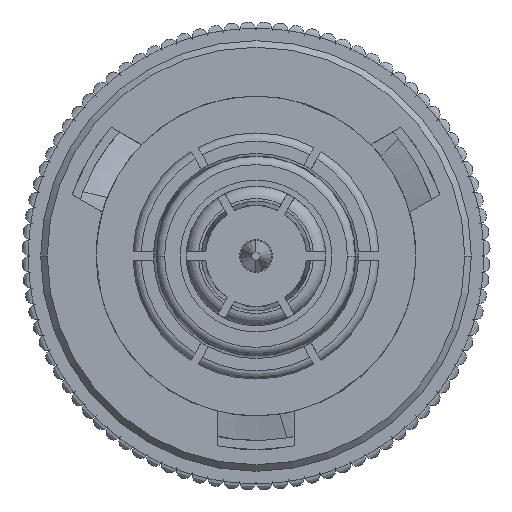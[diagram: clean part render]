
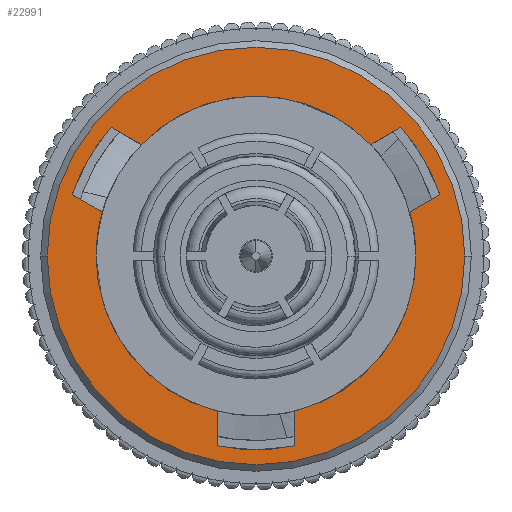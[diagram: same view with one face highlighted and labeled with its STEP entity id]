
A CAD part, left-side view. The second image highlights one B-rep face of the part: STEP entity #22991.
In plain terms, the highlighted face is planar.
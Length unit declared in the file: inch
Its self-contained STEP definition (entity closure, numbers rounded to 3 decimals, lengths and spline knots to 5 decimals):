
#464 = CIRCLE ( 'NONE', #23808, 0.23622 ) ;
#477 = EDGE_CURVE ( 'NONE', #17617, #11837, #7137, .T. ) ;
#511 = CIRCLE ( 'NONE', #18683, 0.195 ) ;
#590 = DIRECTION ( 'NONE',  ( -1., 0., 0. ) ) ;
#1083 = CARTESIAN_POINT ( 'NONE',  ( 0., -0.15683, 0.17664 ) ) ;
#1197 = CARTESIAN_POINT ( 'NONE',  ( 0., 0., 0. ) ) ;
#1211 = AXIS2_PLACEMENT_3D ( 'NONE', #1197, #16962, #7036 ) ;
#1455 = CARTESIAN_POINT ( 'NONE',  ( 0., 0., 0.195 ) ) ;
#1604 = ORIENTED_EDGE ( 'NONE', *, *, #3866, .F. ) ;
#1902 = DIRECTION ( 'NONE',  ( -1., 0., 0. ) ) ;
#2270 = DIRECTION ( 'NONE',  ( 0., 0., 1. ) ) ;
#2507 = FACE_OUTER_BOUND ( 'NONE', #16246, .T. ) ;
#2764 = DIRECTION ( 'NONE',  ( 0., 0., 1. ) ) ;
#2856 = DIRECTION ( 'NONE',  ( 0., 0.5, 0.866 ) ) ;
#2920 = DIRECTION ( 'NONE',  ( 0., 0., 1. ) ) ;
#3201 = DIRECTION ( 'NONE',  ( 0., 0., 1. ) ) ;
#3272 = CARTESIAN_POINT ( 'NONE',  ( 0., -0.15683, -0.17664 ) ) ;
#3576 = EDGE_CURVE ( 'NONE', #20743, #13653, #14182, .T. ) ;
#3586 = CARTESIAN_POINT ( 'NONE',  ( 0., -0.15683, 0.17664 ) ) ;
#3656 = VECTOR ( 'NONE', #2856, 39.37008 ) ;
#3866 = EDGE_CURVE ( 'NONE', #13047, #26090, #5987, .T. ) ;
#4800 = PLANE ( 'NONE',  #21597 ) ;
#4877 = EDGE_LOOP ( 'NONE', ( #23042, #14233, #25560, #5320, #19868, #17674, #17504, #26074, #23167, #10535, #10507, #20931, #1604, #19157 ) ) ;
#4991 = AXIS2_PLACEMENT_3D ( 'NONE', #23517, #23642, #15251 ) ;
#5320 = ORIENTED_EDGE ( 'NONE', *, *, #10135, .F. ) ;
#5381 = VECTOR ( 'NONE', #5949, 39.37008 ) ;
#5763 = DIRECTION ( 'NONE',  ( 1., 0., 0. ) ) ;
#5949 = DIRECTION ( 'NONE',  ( 0., 1., 0. ) ) ;
#5987 = CIRCLE ( 'NONE', #1211, 0.23622 ) ;
#6254 = VECTOR ( 'NONE', #20591, 39.37008 ) ;
#6553 = EDGE_CURVE ( 'NONE', #18874, #25606, #22127, .T. ) ;
#6725 = ORIENTED_EDGE ( 'NONE', *, *, #477, .F. ) ;
#6952 = CARTESIAN_POINT ( 'NONE',  ( 0., -0.05343, -0.18754 ) ) ;
#7036 = DIRECTION ( 'NONE',  ( 0., 0., 1. ) ) ;
#7137 = CIRCLE ( 'NONE', #26661, 0.2545 ) ;
#7175 = VERTEX_POINT ( 'NONE', #1455 ) ;
#7282 = CARTESIAN_POINT ( 'NONE',  ( 0., 0., 0. ) ) ;
#7644 = EDGE_CURVE ( 'NONE', #15316, #24006, #511, .T. ) ;
#7691 = DIRECTION ( 'NONE',  ( -1., 0., 0. ) ) ;
#7700 = CARTESIAN_POINT ( 'NONE',  ( 0., 0., -0.2545 ) ) ;
#7789 = CIRCLE ( 'NONE', #26428, 0.195 ) ;
#7854 = CARTESIAN_POINT ( 'NONE',  ( 0., 0.2314, 0.0475 ) ) ;
#8175 = DIRECTION ( 'NONE',  ( 0., 0.5, -0.866 ) ) ;
#8930 = CARTESIAN_POINT ( 'NONE',  ( 0., -0.05343, 0.18754 ) ) ;
#9224 = DIRECTION ( 'NONE',  ( 0., -0.5, -0.866 ) ) ;
#9317 = CARTESIAN_POINT ( 'NONE',  ( 0., 0.2314, -0.0475 ) ) ;
#9476 = CIRCLE ( 'NONE', #15517, 0.195 ) ;
#9622 = DIRECTION ( 'NONE',  ( -1., 0., 0. ) ) ;
#10135 = EDGE_CURVE ( 'NONE', #24900, #20706, #464, .T. ) ;
#10498 = DIRECTION ( 'NONE',  ( 0., 0., 1. ) ) ;
#10507 = ORIENTED_EDGE ( 'NONE', *, *, #20186, .T. ) ;
#10535 = ORIENTED_EDGE ( 'NONE', *, *, #25115, .T. ) ;
#11013 = FACE_BOUND ( 'NONE', #4877, .T. ) ;
#11107 = CARTESIAN_POINT ( 'NONE',  ( 0., 0., -0.195 ) ) ;
#11119 = LINE ( 'NONE', #3272, #19073 ) ;
#11837 = VERTEX_POINT ( 'NONE', #7700 ) ;
#12077 = CARTESIAN_POINT ( 'NONE',  ( 0., 0., 0.2545 ) ) ;
#12187 = LINE ( 'NONE', #24643, #6254 ) ;
#12396 = DIRECTION ( 'NONE',  ( 1., 0., 0. ) ) ;
#13047 = VERTEX_POINT ( 'NONE', #9317 ) ;
#13054 = DIRECTION ( 'NONE',  ( -1., 0., 0. ) ) ;
#13303 = CARTESIAN_POINT ( 'NONE',  ( 0., 0.18913, 0.0475 ) ) ;
#13383 = CARTESIAN_POINT ( 'NONE',  ( 0., -0.1357, 0.14004 ) ) ;
#13415 = EDGE_CURVE ( 'NONE', #20487, #20743, #22669, .T. ) ;
#13653 = VERTEX_POINT ( 'NONE', #1083 ) ;
#13727 = VECTOR ( 'NONE', #8175, 39.37008 ) ;
#14182 = CIRCLE ( 'NONE', #17624, 0.23622 ) ;
#14227 = CARTESIAN_POINT ( 'NONE',  ( 0., 0., 0. ) ) ;
#14233 = ORIENTED_EDGE ( 'NONE', *, *, #6553, .T. ) ;
#14284 = CARTESIAN_POINT ( 'NONE',  ( 0., 0., 0. ) ) ;
#14504 = CIRCLE ( 'NONE', #4991, 0.2545 ) ;
#14560 = VERTEX_POINT ( 'NONE', #13303 ) ;
#14752 = AXIS2_PLACEMENT_3D ( 'NONE', #7282, #7691, #17710 ) ;
#14859 = VERTEX_POINT ( 'NONE', #18573 ) ;
#15009 = EDGE_CURVE ( 'NONE', #20706, #25606, #25753, .T. ) ;
#15213 = CARTESIAN_POINT ( 'NONE',  ( 0., 0., 0. ) ) ;
#15239 = DIRECTION ( 'NONE',  ( -1., 0., 0. ) ) ;
#15251 = DIRECTION ( 'NONE',  ( 0., 0., 1. ) ) ;
#15316 = VERTEX_POINT ( 'NONE', #16356 ) ;
#15360 = EDGE_CURVE ( 'NONE', #14859, #13047, #16221, .T. ) ;
#15361 = EDGE_CURVE ( 'NONE', #26090, #14560, #12187, .T. ) ;
#15517 = AXIS2_PLACEMENT_3D ( 'NONE', #18781, #20691, #2270 ) ;
#15755 = VECTOR ( 'NONE', #18856, 39.37008 ) ;
#16078 = EDGE_CURVE ( 'NONE', #11837, #17617, #14504, .T. ) ;
#16221 = LINE ( 'NONE', #24499, #5381 ) ;
#16246 = EDGE_LOOP ( 'NONE', ( #6725, #20742 ) ) ;
#16356 = CARTESIAN_POINT ( 'NONE',  ( 0., -0.1357, -0.14004 ) ) ;
#16858 = CIRCLE ( 'NONE', #21202, 0.195 ) ;
#16962 = DIRECTION ( 'NONE',  ( 1., 0., 0. ) ) ;
#17504 = ORIENTED_EDGE ( 'NONE', *, *, #21988, .F. ) ;
#17617 = VERTEX_POINT ( 'NONE', #12077 ) ;
#17624 = AXIS2_PLACEMENT_3D ( 'NONE', #20135, #5763, #3201 ) ;
#17674 = ORIENTED_EDGE ( 'NONE', *, *, #7644, .T. ) ;
#17710 = DIRECTION ( 'NONE',  ( 0., 0., 1. ) ) ;
#18573 = CARTESIAN_POINT ( 'NONE',  ( 0., 0.18913, -0.0475 ) ) ;
#18683 = AXIS2_PLACEMENT_3D ( 'NONE', #21484, #15239, #2920 ) ;
#18781 = CARTESIAN_POINT ( 'NONE',  ( 0., 0., 0. ) ) ;
#18856 = DIRECTION ( 'NONE',  ( 0., -0.5, 0.866 ) ) ;
#18874 = VERTEX_POINT ( 'NONE', #11107 ) ;
#19032 = EDGE_CURVE ( 'NONE', #14859, #18874, #16858, .T. ) ;
#19073 = VECTOR ( 'NONE', #9224, 39.37008 ) ;
#19157 = ORIENTED_EDGE ( 'NONE', *, *, #15360, .F. ) ;
#19868 = ORIENTED_EDGE ( 'NONE', *, *, #20000, .F. ) ;
#20000 = EDGE_CURVE ( 'NONE', #15316, #24900, #11119, .T. ) ;
#20135 = CARTESIAN_POINT ( 'NONE',  ( 0., 0., 0. ) ) ;
#20186 = EDGE_CURVE ( 'NONE', #7175, #14560, #7789, .T. ) ;
#20327 = DIRECTION ( 'NONE',  ( 0., 0., 1. ) ) ;
#20487 = VERTEX_POINT ( 'NONE', #8930 ) ;
#20591 = DIRECTION ( 'NONE',  ( 0., -1., 0. ) ) ;
#20691 = DIRECTION ( 'NONE',  ( -1., 0., 0. ) ) ;
#20706 = VERTEX_POINT ( 'NONE', #23096 ) ;
#20742 = ORIENTED_EDGE ( 'NONE', *, *, #16078, .F. ) ;
#20743 = VERTEX_POINT ( 'NONE', #25410 ) ;
#20931 = ORIENTED_EDGE ( 'NONE', *, *, #15361, .F. ) ;
#21202 = AXIS2_PLACEMENT_3D ( 'NONE', #26446, #9622, #20327 ) ;
#21484 = CARTESIAN_POINT ( 'NONE',  ( 0., 0., 0. ) ) ;
#21597 = AXIS2_PLACEMENT_3D ( 'NONE', #23346, #13054, #2764 ) ;
#21728 = DIRECTION ( 'NONE',  ( 0., 0., 1. ) ) ;
#21988 = EDGE_CURVE ( 'NONE', #13653, #24006, #22158, .T. ) ;
#22127 = CIRCLE ( 'NONE', #14752, 0.195 ) ;
#22158 = LINE ( 'NONE', #3586, #13727 ) ;
#22669 = LINE ( 'NONE', #24695, #15755 ) ;
#22991 = ADVANCED_FACE ( 'NONE', ( #2507, #11013 ), #4800, .F. ) ;
#23042 = ORIENTED_EDGE ( 'NONE', *, *, #19032, .T. ) ;
#23096 = CARTESIAN_POINT ( 'NONE',  ( 0., -0.07456, -0.22414 ) ) ;
#23167 = ORIENTED_EDGE ( 'NONE', *, *, #13415, .F. ) ;
#23346 = CARTESIAN_POINT ( 'NONE',  ( 0., 0.195, 0. ) ) ;
#23517 = CARTESIAN_POINT ( 'NONE',  ( 0., 0., 0. ) ) ;
#23531 = CARTESIAN_POINT ( 'NONE',  ( 0., -0.15683, -0.17664 ) ) ;
#23642 = DIRECTION ( 'NONE',  ( -1., 0., 0. ) ) ;
#23808 = AXIS2_PLACEMENT_3D ( 'NONE', #14284, #12396, #10498 ) ;
#24006 = VERTEX_POINT ( 'NONE', #13383 ) ;
#24120 = DIRECTION ( 'NONE',  ( 0., 0., 1. ) ) ;
#24499 = CARTESIAN_POINT ( 'NONE',  ( 0., 0.2314, -0.0475 ) ) ;
#24643 = CARTESIAN_POINT ( 'NONE',  ( 0., 0.2314, 0.0475 ) ) ;
#24695 = CARTESIAN_POINT ( 'NONE',  ( 0., -0.07456, 0.22414 ) ) ;
#24900 = VERTEX_POINT ( 'NONE', #23531 ) ;
#25115 = EDGE_CURVE ( 'NONE', #20487, #7175, #9476, .T. ) ;
#25224 = CARTESIAN_POINT ( 'NONE',  ( 0., -0.07456, -0.22414 ) ) ;
#25410 = CARTESIAN_POINT ( 'NONE',  ( 0., -0.07456, 0.22414 ) ) ;
#25560 = ORIENTED_EDGE ( 'NONE', *, *, #15009, .F. ) ;
#25606 = VERTEX_POINT ( 'NONE', #6952 ) ;
#25753 = LINE ( 'NONE', #25224, #3656 ) ;
#26074 = ORIENTED_EDGE ( 'NONE', *, *, #3576, .F. ) ;
#26090 = VERTEX_POINT ( 'NONE', #7854 ) ;
#26428 = AXIS2_PLACEMENT_3D ( 'NONE', #14227, #1902, #24120 ) ;
#26446 = CARTESIAN_POINT ( 'NONE',  ( 0., 0., 0. ) ) ;
#26661 = AXIS2_PLACEMENT_3D ( 'NONE', #15213, #590, #21728 ) ;
